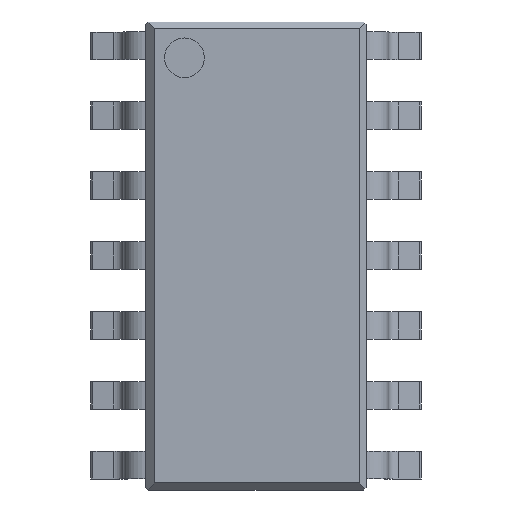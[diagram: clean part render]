
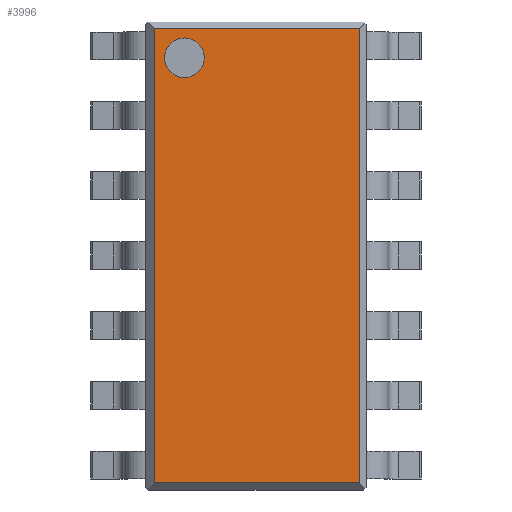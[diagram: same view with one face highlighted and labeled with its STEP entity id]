
A CAD part, top view. The second image highlights one B-rep face of the part: STEP entity #3996.
In plain terms, the highlighted planar face has unit normal (0, 0, 1).
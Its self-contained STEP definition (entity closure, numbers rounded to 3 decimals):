
#53=FACE_BOUND('',#458,.T.);
#73=PLANE('',#4264);
#223=FACE_OUTER_BOUND('',#457,.T.);
#457=EDGE_LOOP('',(#2779,#2780,#2781,#2782));
#458=EDGE_LOOP('',(#2783,#2784));
#711=LINE('',#5989,#1138);
#715=LINE('',#5996,#1142);
#716=LINE('',#6000,#1143);
#719=LINE('',#6004,#1146);
#1138=VECTOR('',#4733,10.);
#1142=VECTOR('',#4741,10.);
#1143=VECTOR('',#4746,10.);
#1146=VECTOR('',#4751,10.);
#1527=CIRCLE('',#4242,0.361);
#1528=CIRCLE('',#4243,0.361);
#1700=VERTEX_POINT('',#5904);
#1701=VERTEX_POINT('',#5906);
#1726=VERTEX_POINT('',#5986);
#1727=VERTEX_POINT('',#5988);
#1728=VERTEX_POINT('',#5994);
#1729=VERTEX_POINT('',#5999);
#2096=EDGE_CURVE('',#1701,#1700,#1527,.T.);
#2097=EDGE_CURVE('',#1700,#1701,#1528,.T.);
#2137=EDGE_CURVE('',#1726,#1727,#711,.T.);
#2141=EDGE_CURVE('',#1728,#1726,#715,.T.);
#2142=EDGE_CURVE('',#1727,#1729,#716,.T.);
#2145=EDGE_CURVE('',#1729,#1728,#719,.T.);
#2779=ORIENTED_EDGE('',*,*,#2137,.F.);
#2780=ORIENTED_EDGE('',*,*,#2141,.F.);
#2781=ORIENTED_EDGE('',*,*,#2145,.F.);
#2782=ORIENTED_EDGE('',*,*,#2142,.F.);
#2783=ORIENTED_EDGE('',*,*,#2096,.T.);
#2784=ORIENTED_EDGE('',*,*,#2097,.T.);
#3996=ADVANCED_FACE('',(#223,#53),#73,.T.);
#4242=AXIS2_PLACEMENT_3D('',#5907,#4659,#4660);
#4243=AXIS2_PLACEMENT_3D('',#5908,#4661,#4662);
#4264=AXIS2_PLACEMENT_3D('',#6003,#4749,#4750);
#4659=DIRECTION('center_axis',(0.,0.,
-1.));
#4660=DIRECTION('ref_axis',(0.814,0.581,0.));
#4661=DIRECTION('center_axis',(0.,0.,
-1.));
#4662=DIRECTION('ref_axis',(0.814,0.581,0.));
#4733=DIRECTION('',(0.,1.,0.));
#4741=DIRECTION('',(-1.,0.,0.));
#4746=DIRECTION('',(1.,0.,0.));
#4749=DIRECTION('center_axis',(0.,0.,1.));
#4750=DIRECTION('ref_axis',(1.,0.,0.));
#4751=DIRECTION('',(0.,-1.,0.));
#5904=CARTESIAN_POINT('',(-1.661,3.6,1.4));
#5906=CARTESIAN_POINT('',(-0.939,3.6,1.4));
#5907=CARTESIAN_POINT('Origin',(-1.3,3.6,1.4));
#5908=CARTESIAN_POINT('Origin',(-1.3,3.6,1.4));
#5986=CARTESIAN_POINT('',(-1.85,-4.125,1.4));
#5988=CARTESIAN_POINT('',(-1.85,4.125,1.4));
#5989=CARTESIAN_POINT('',(-1.85,-4.125,1.4));
#5994=CARTESIAN_POINT('',(1.875,-4.125,1.4));
#5996=CARTESIAN_POINT('',(1.875,-4.125,1.4));
#5999=CARTESIAN_POINT('',(1.875,4.125,1.4));
#6000=CARTESIAN_POINT('',(-1.85,4.125,1.4));
#6003=CARTESIAN_POINT('Origin',(-1.86,0.,1.4));
#6004=CARTESIAN_POINT('',(1.875,4.125,1.4));
